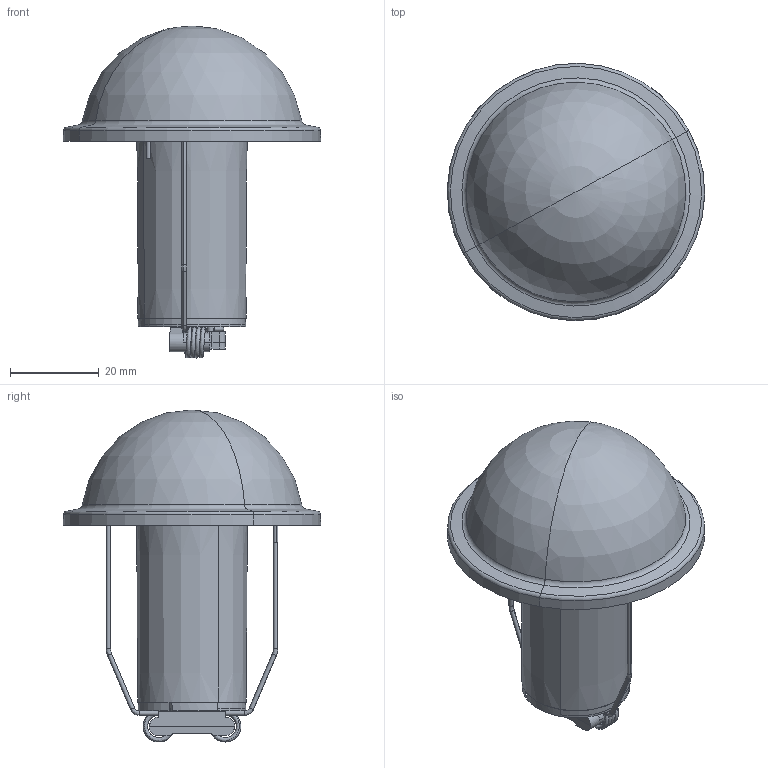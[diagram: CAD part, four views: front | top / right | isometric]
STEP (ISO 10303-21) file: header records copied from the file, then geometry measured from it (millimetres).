
FILE_DESCRIPTION(('CATIA V5 STEP Exchange'),'2;1');
FILE_NAME('BIM_05-PM-2-1-00-000-E05-050612_ZSB_E_SERIE_SENSOR_12M_ALLCATPART.stp','2015-08-20T13:15:34+00:00',('none'),('none'),'CATIA Version 5 Release 19 SP 3 (IN-10)','CATIA V5 STEP AP214','none');
FILE_SCHEMA(('AUTOMOTIVE_DESIGN { 1 0 10303 214 1 1 1 1 }'));
Length unit declared in the file: millimetre
Products named in the file (1): BIM_05-PM-2-1-00-000-E05-050612_ZSB_E_SERIE_SENSOR_12M_AllCATPart
Bounding box: 57.98 x 57.98 x 74.8 mm (x, y, z)
Volume: 13373 mm3; surface area: 24053.2 mm2
Topology: 5 solids, 5 shells, 633 faces, 2132 edges, 1275 vertices
Faces by surface type: sphere 246, plane 169, cone 119, bspline 38, cylinder 37, extrusion 16, torus 8
Entity records: 27405 total; most frequent: CARTESIAN_POINT 13328, ORIENTED_EDGE 3772, EDGE_CURVE 1886, DIRECTION 1633, VERTEX_POINT 1275, B_SPLINE_CURVE_WITH_KNOTS 1003, AXIS2_PLACEMENT_3D 935, EDGE_LOOP 655
